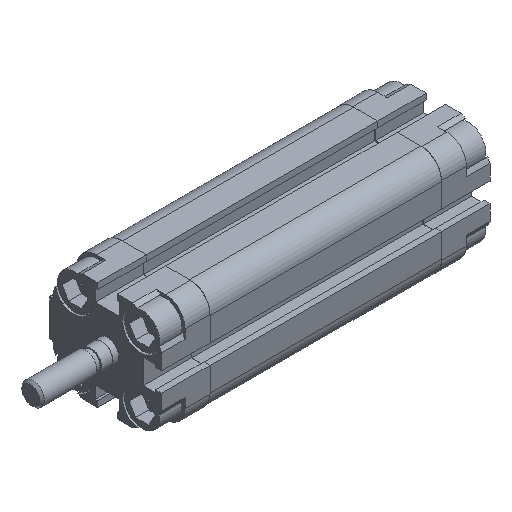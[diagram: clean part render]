
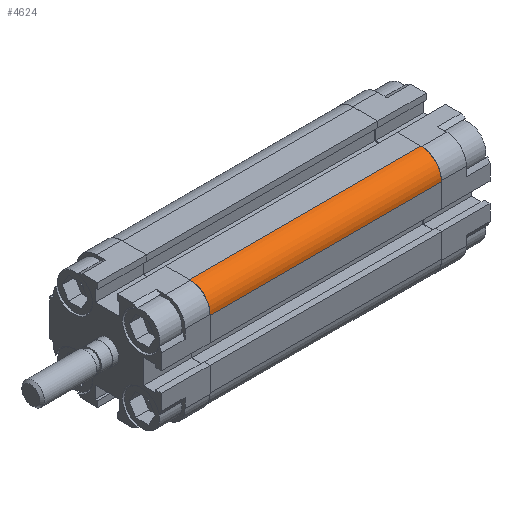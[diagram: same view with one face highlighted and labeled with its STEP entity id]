
A CAD part, isometric view. The second image highlights one B-rep face of the part: STEP entity #4624.
In plain terms, the highlighted cylindrical face has radius 5.5 mm (diameter 11 mm), a partial arc.
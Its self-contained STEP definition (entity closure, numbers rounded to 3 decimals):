
#61=CYLINDRICAL_SURFACE('',#4975,5.5);
#154=CIRCLE('',#4925,5.5);
#167=CIRCLE('',#4976,5.5);
#787=ORIENTED_EDGE('',*,*,#1494,.T.);
#788=ORIENTED_EDGE('',*,*,#1570,.F.);
#789=ORIENTED_EDGE('',*,*,#1571,.F.);
#790=ORIENTED_EDGE('',*,*,#1572,.T.);
#1494=EDGE_CURVE('',#1921,#1955,#154,.T.);
#1570=EDGE_CURVE('',#1998,#1955,#2381,.T.);
#1571=EDGE_CURVE('',#1999,#1998,#167,.T.);
#1572=EDGE_CURVE('',#1999,#1921,#2382,.T.);
#1921=VERTEX_POINT('',#6631);
#1955=VERTEX_POINT('',#6699);
#1998=VERTEX_POINT('',#6855);
#1999=VERTEX_POINT('',#6859);
#2381=LINE('',#6856,#2755);
#2382=LINE('',#6860,#2756);
#2755=VECTOR('',#5734,1000.);
#2756=VECTOR('',#5739,1000.);
#3037=EDGE_LOOP('',(#787,#788,#789,#790));
#3309=FACE_BOUND('',#3037,.T.);
#4624=ADVANCED_FACE('',(#3309),#61,.T.);
#4925=AXIS2_PLACEMENT_3D('',#6700,#5571,#5572);
#4975=AXIS2_PLACEMENT_3D('',#6857,#5735,#5736);
#4976=AXIS2_PLACEMENT_3D('',#6858,#5737,#5738);
#5571=DIRECTION('',(1.,0.,0.));
#5572=DIRECTION('',(0.,0.,-1.));
#5734=DIRECTION('',(-1.,0.,0.));
#5735=DIRECTION('',(1.,0.,0.));
#5736=DIRECTION('',(0.,0.,1.));
#5737=DIRECTION('',(1.,0.,0.));
#5738=DIRECTION('',(0.,0.,-1.));
#5739=DIRECTION('',(-1.,0.,0.));
#6631=CARTESIAN_POINT('',(-10.,5.5,29.));
#6699=CARTESIAN_POINT('',(-10.,0.,23.5));
#6700=CARTESIAN_POINT('',(-10.,5.5,23.5));
#6855=CARTESIAN_POINT('',(52.,0.,23.5));
#6856=CARTESIAN_POINT('',(52.,0.,23.5));
#6857=CARTESIAN_POINT('',(52.,5.5,23.5));
#6858=CARTESIAN_POINT('',(52.,5.5,23.5));
#6859=CARTESIAN_POINT('',(52.,5.5,29.));
#6860=CARTESIAN_POINT('',(52.,5.5,29.));
